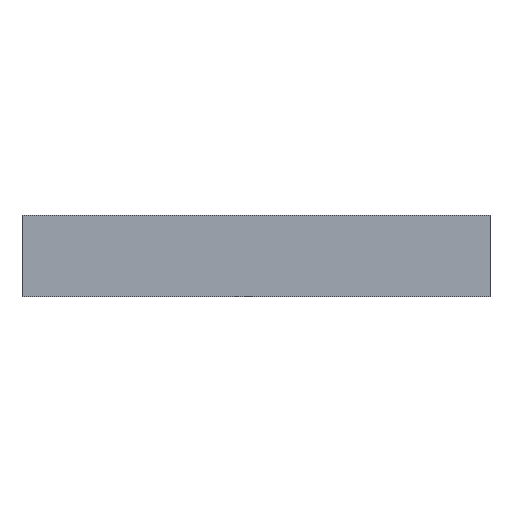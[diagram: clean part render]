
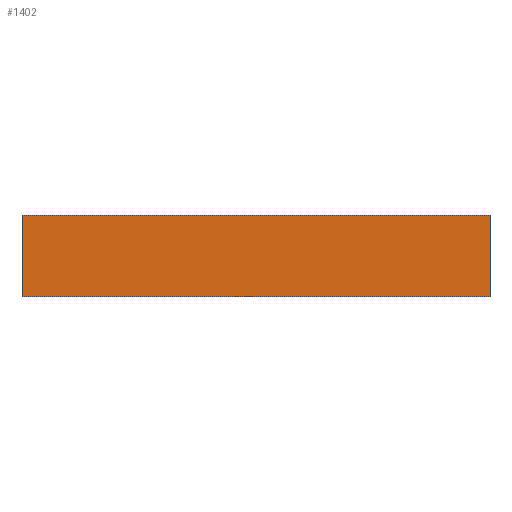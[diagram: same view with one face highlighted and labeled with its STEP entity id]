
A CAD part, left-side view. The second image highlights one B-rep face of the part: STEP entity #1402.
In plain terms, the highlighted planar face has unit normal (-1, 0, 0).
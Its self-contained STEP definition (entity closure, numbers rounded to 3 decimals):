
#17 = CARTESIAN_POINT ( 'NONE',  ( -750., 417.5, 145. ) ) ;
#149 = DIRECTION ( 'NONE',  ( 0., -1., 0. ) ) ;
#190 = DIRECTION ( 'NONE',  ( 0., 0., -1. ) ) ;
#283 = FACE_OUTER_BOUND ( 'NONE', #648, .T. ) ;
#315 = LINE ( 'NONE', #654, #687 ) ;
#328 = CARTESIAN_POINT ( 'NONE',  ( -750., -417.5, 0. ) ) ;
#450 = CARTESIAN_POINT ( 'NONE',  ( -750., -417.5, 145. ) ) ;
#573 = AXIS2_PLACEMENT_3D ( 'NONE', #1840, #1175, #1679 ) ;
#609 = ORIENTED_EDGE ( 'NONE', *, *, #822, .T. ) ;
#638 = LINE ( 'NONE', #17, #1146 ) ;
#648 = EDGE_LOOP ( 'NONE', ( #974, #1417, #1174, #609 ) ) ;
#654 = CARTESIAN_POINT ( 'NONE',  ( -750., -417.5, 145. ) ) ;
#687 = VECTOR ( 'NONE', #1815, 1000. ) ;
#760 = VERTEX_POINT ( 'NONE', #328 ) ;
#767 = VERTEX_POINT ( 'NONE', #1319 ) ;
#822 = EDGE_CURVE ( 'NONE', #767, #1949, #638, .T. ) ;
#974 = ORIENTED_EDGE ( 'NONE', *, *, #1097, .T. ) ;
#1037 = LINE ( 'NONE', #1636, #2015 ) ;
#1097 = EDGE_CURVE ( 'NONE', #1949, #760, #1037, .T. ) ;
#1146 = VECTOR ( 'NONE', #190, 1000. ) ;
#1174 = ORIENTED_EDGE ( 'NONE', *, *, #1670, .F. ) ;
#1175 = DIRECTION ( 'NONE',  ( 1., 0., 0. ) ) ;
#1319 = CARTESIAN_POINT ( 'NONE',  ( -750., 417.5, 145. ) ) ;
#1340 = EDGE_CURVE ( 'NONE', #2073, #760, #315, .T. ) ;
#1402 = ADVANCED_FACE ( 'NONE', ( #283 ), #1660, .F. ) ;
#1417 = ORIENTED_EDGE ( 'NONE', *, *, #1340, .F. ) ;
#1584 = CARTESIAN_POINT ( 'NONE',  ( -750., 417.5, 0. ) ) ;
#1634 = VECTOR ( 'NONE', #149, 1000. ) ;
#1636 = CARTESIAN_POINT ( 'NONE',  ( -750., -417.5, 0. ) ) ;
#1660 = PLANE ( 'NONE',  #573 ) ;
#1670 = EDGE_CURVE ( 'NONE', #767, #2073, #1883, .T. ) ;
#1679 = DIRECTION ( 'NONE',  ( 0., 0., -1. ) ) ;
#1685 = CARTESIAN_POINT ( 'NONE',  ( -750., -417.5, 145. ) ) ;
#1815 = DIRECTION ( 'NONE',  ( 0., 0., -1. ) ) ;
#1840 = CARTESIAN_POINT ( 'NONE',  ( -750., -417.5, 145. ) ) ;
#1883 = LINE ( 'NONE', #450, #1634 ) ;
#1949 = VERTEX_POINT ( 'NONE', #1584 ) ;
#2015 = VECTOR ( 'NONE', #2103, 1000. ) ;
#2073 = VERTEX_POINT ( 'NONE', #1685 ) ;
#2103 = DIRECTION ( 'NONE',  ( 0., -1., 0. ) ) ;
